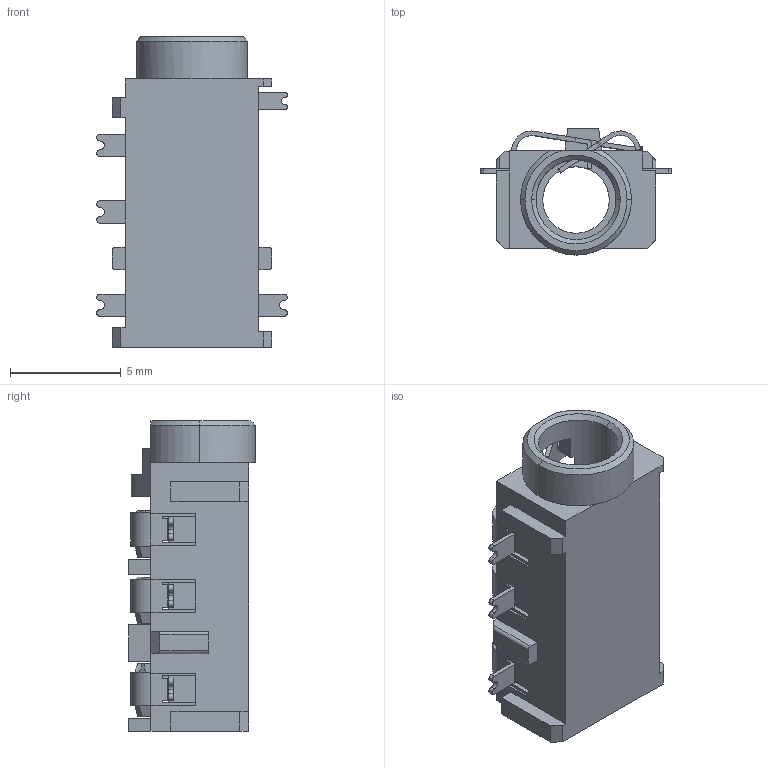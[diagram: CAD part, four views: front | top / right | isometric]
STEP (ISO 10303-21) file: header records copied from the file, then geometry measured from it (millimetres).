
FILE_DESCRIPTION (( 'STEP AP214' ), '1' );
FILE_NAME ('CUI_DEVICES_SJ-43615TS-SMT-TR.step', '2019-10-20T22:39:57', ( '' ), ( '' ), 'SwSTEP 2.0', 'SolidWorks 2019', '' );
FILE_SCHEMA (( 'AUTOMOTIVE_DESIGN' ));
Length unit declared in the file: inch
Products named in the file (1): CUI_DEVICES_SJ-43615TS-SMT-TR
Bounding box: 8.6 x 5.7 x 14 mm (x, y, z)
Volume: 210.6 mm3; surface area: 672 mm2
Topology: 6 solids, 6 shells, 408 faces, 1164 edges, 765 vertices
Faces by surface type: plane 302, cylinder 101, cone 5
Entity records: 18668 total; most frequent: CARTESIAN_POINT 2455, ORIENTED_EDGE 2328, DIRECTION 2175, EDGE_CURVE 1164, VECTOR 937, LINE 937, VERTEX_POINT 765, AXIS2_PLACEMENT_3D 619
